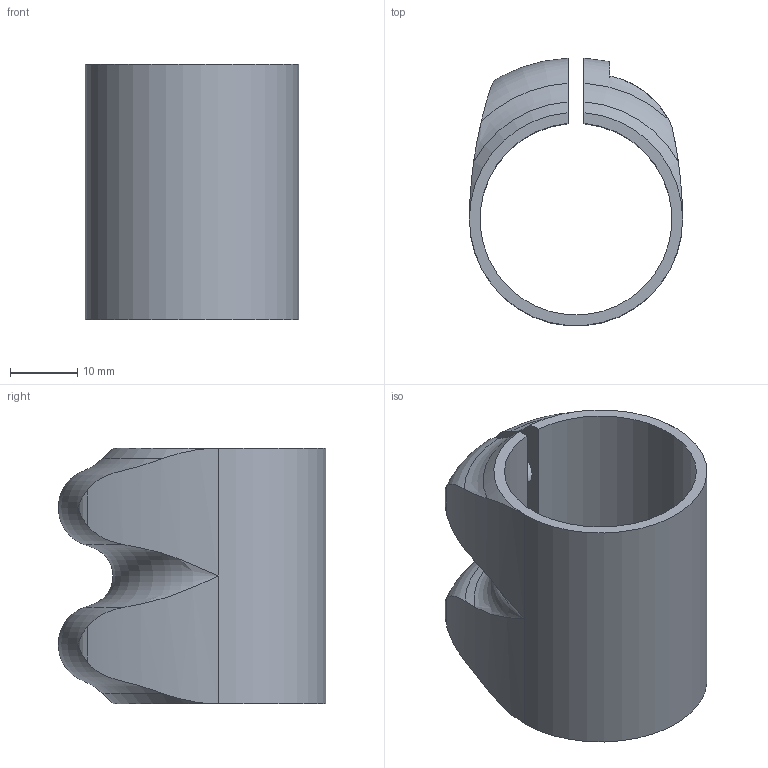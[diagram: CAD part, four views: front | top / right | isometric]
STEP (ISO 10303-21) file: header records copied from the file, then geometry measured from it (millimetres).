
FILE_DESCRIPTION (( 'STEP AP214' ), '1' );
FILE_NAME ('SP2002.STEP', '2013-11-14T23:38:20', ( '' ), ( '' ), 'SwSTEP 2.0', 'SolidWorks 2012', '' );
FILE_SCHEMA (( 'AUTOMOTIVE_DESIGN' ));
Length unit declared in the file: inch
Products named in the file (1): SP2002
Bounding box: 31.75 x 39.79 x 38.1 mm (x, y, z)
Volume: 9737.7 mm3; surface area: 9164.8 mm2
Topology: 1 solids, 1 shells, 48 faces, 130 edges, 86 vertices
Faces by surface type: cylinder 18, plane 12, torus 10, cone 8
Full cylindrical faces by diameter (mm): 5 x2, 5.08 x2
Entity records: 1974 total; most frequent: CARTESIAN_POINT 827, ORIENTED_EDGE 244, DIRECTION 206, EDGE_CURVE 122, AXIS2_PLACEMENT_3D 91, VERTEX_POINT 82, EDGE_LOOP 58, B_SPLINE_CURVE_WITH_KNOTS 56
